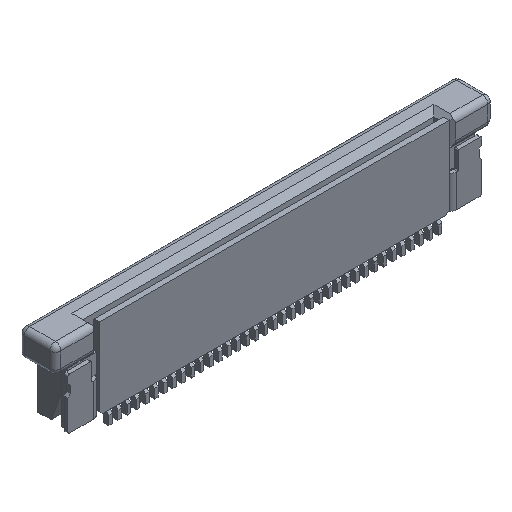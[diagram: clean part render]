
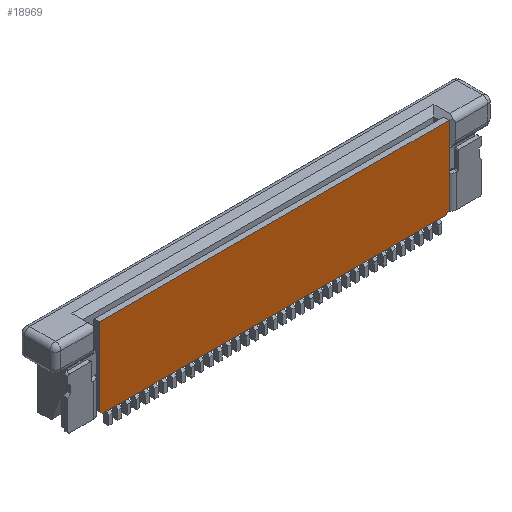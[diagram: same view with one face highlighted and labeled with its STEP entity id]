
A CAD part, isometric view. The second image highlights one B-rep face of the part: STEP entity #18969.
In plain terms, the highlighted planar face has unit normal (0, -1, 0).
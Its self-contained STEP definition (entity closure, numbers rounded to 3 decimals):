
#544=DIRECTION('',(1.,0.,0.));
#545=VECTOR('',#544,18.8);
#546=CARTESIAN_POINT('',(-9.4,-1.,-4.4));
#547=LINE('',#546,#545);
#1826=DIRECTION('',(0.,0.,-1.));
#1827=VECTOR('',#1826,4.26);
#1828=CARTESIAN_POINT('',(9.55,-1.,0.01));
#1829=LINE('',#1828,#1827);
#6904=DIRECTION('',(0.707,0.,-0.707));
#6905=VECTOR('',#6904,0.212);
#6906=CARTESIAN_POINT('',(-9.55,-1.,-4.25));
#6907=LINE('',#6906,#6905);
#6908=DIRECTION('',(0.,0.,-1.));
#6909=VECTOR('',#6908,4.26);
#6910=CARTESIAN_POINT('',(-9.55,-1.,0.01));
#6911=LINE('',#6910,#6909);
#6912=DIRECTION('',(1.,0.,0.));
#6913=VECTOR('',#6912,19.1);
#6914=CARTESIAN_POINT('',(-9.55,-1.,0.01));
#6915=LINE('',#6914,#6913);
#6916=DIRECTION('',(0.707,0.,0.707));
#6917=VECTOR('',#6916,0.212);
#6918=CARTESIAN_POINT('',(9.4,-1.,-4.4));
#6919=LINE('',#6918,#6917);
#7474=CARTESIAN_POINT('',(-9.55,-1.,0.01));
#7475=CARTESIAN_POINT('',(9.55,-1.,0.01));
#7476=VERTEX_POINT('',#7474);
#7477=VERTEX_POINT('',#7475);
#7516=CARTESIAN_POINT('',(-9.55,-1.,-4.25));
#7517=VERTEX_POINT('',#7516);
#7518=CARTESIAN_POINT('',(-9.4,-1.,-4.4));
#7519=VERTEX_POINT('',#7518);
#7520=CARTESIAN_POINT('',(9.4,-1.,-4.4));
#7521=CARTESIAN_POINT('',(9.55,-1.,-4.25));
#7522=VERTEX_POINT('',#7520);
#7523=VERTEX_POINT('',#7521);
#18955=CARTESIAN_POINT('',(9.4,-1.,-4.4));
#18956=DIRECTION('',(0.,-1.,0.));
#18957=DIRECTION('',(-1.,0.,0.));
#18958=AXIS2_PLACEMENT_3D('',#18955,#18956,#18957);
#18959=PLANE('',#18958);
#18960=ORIENTED_EDGE('',*,*,#10333,.F.);
#18961=ORIENTED_EDGE('',*,*,#10356,.F.);
#18962=ORIENTED_EDGE('',*,*,#18949,.T.);
#18963=ORIENTED_EDGE('',*,*,#11072,.T.);
#18965=ORIENTED_EDGE('',*,*,#18964,.F.);
#18966=ORIENTED_EDGE('',*,*,#9871,.F.);
#18967=EDGE_LOOP('',(#18960,#18961,#18962,#18963,#18965,#18966));
#18968=FACE_OUTER_BOUND('',#18967,.F.);
#9871=EDGE_CURVE('',#7519,#7522,#547,.T.);
#10333=EDGE_CURVE('',#7517,#7519,#6907,.T.);
#10356=EDGE_CURVE('',#7476,#7517,#6911,.T.);
#11072=EDGE_CURVE('',#7477,#7523,#1829,.T.);
#18949=EDGE_CURVE('',#7476,#7477,#6915,.T.);
#18964=EDGE_CURVE('',#7522,#7523,#6919,.T.);
#18969=ADVANCED_FACE('',(#18968),#18959,.T.);
